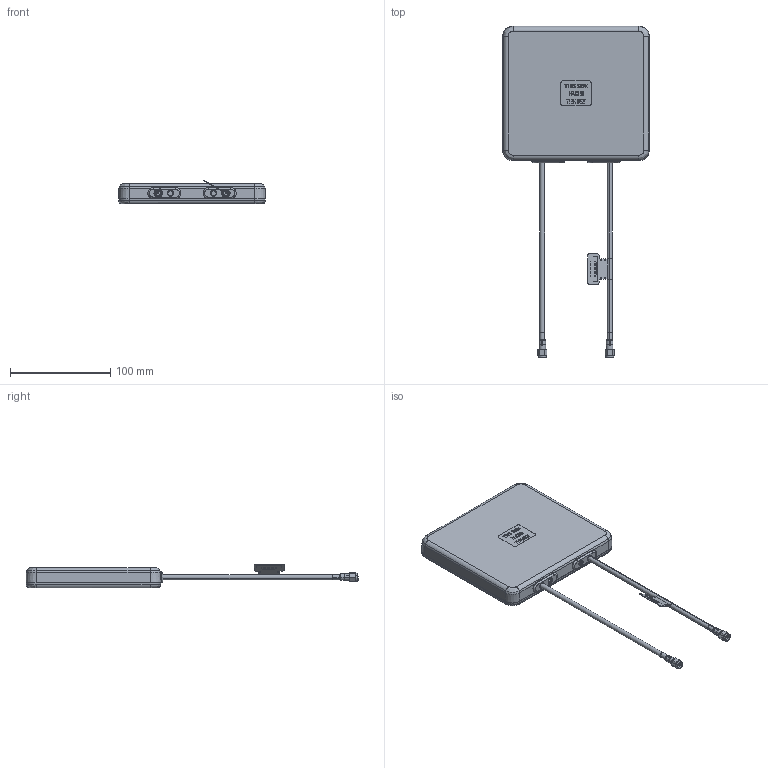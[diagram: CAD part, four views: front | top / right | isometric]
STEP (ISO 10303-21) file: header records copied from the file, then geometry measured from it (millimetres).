
FILE_DESCRIPTION (( 'STEP AP214' ), '1' );
FILE_NAME ('MA912.A.BI.001_web.STEP', '2020-09-02T11:17:12', ( '' ), ( '' ), 'SwSTEP 2.0', 'SolidWorks 2018', '' );
FILE_SCHEMA (( 'AUTOMOTIVE_DESIGN' ));
Length unit declared in the file: millimetre
Products named in the file (11): top housing; MA912.A.BI.001_web; 000715H010000A_MA930_Rubber_2Holes_Ver01; 001317C030000A_LTE-2_Red_CFD200; Cable.5; 001015H030000A_MA930_CLEAR_LABE.PRT; 001317C020000A_LTE-1_Red_CFD200; SMA(M)ST.Au_for KSR200; Label; Cable; 000115D030000A_MA930_Bottom_Housing_Bracket-Ver10
Assembly tree (12 placements, depth 2):
  MA912.A.BI.001_web
    top housing
    000715H010000A_MA930_Rubber_2Holes_Ver01  x2
    000115D030000A_MA930_Bottom_Housing_Bracket-Ver10
    001015H030000A_MA930_CLEAR_LABE.PRT
    Cable
    SMA(M)ST.Au_for KSR200  x2
    001317C030000A_LTE-2_Red_CFD200
    001317C020000A_LTE-1_Red_CFD200
    Label
    Cable.5
Bounding box: 146.05 x 330.45 x 23.36 mm (x, y, z)
Volume: 122551.6 mm3; surface area: 110473.4 mm2
Topology: 21 solids, 25 shells, 936 faces, 2600 edges, 1726 vertices
Faces by surface type: plane 466, bspline 218, cylinder 150, cone 79, torus 23
Entity records: 46005 total; most frequent: CARTESIAN_POINT 15689, ORIENTED_EDGE 4526, DIRECTION 3675, EDGE_CURVE 2458, VERTEX_POINT 1640, LINE 1549, VECTOR 1549, AXIS2_PLACEMENT_3D 1063
